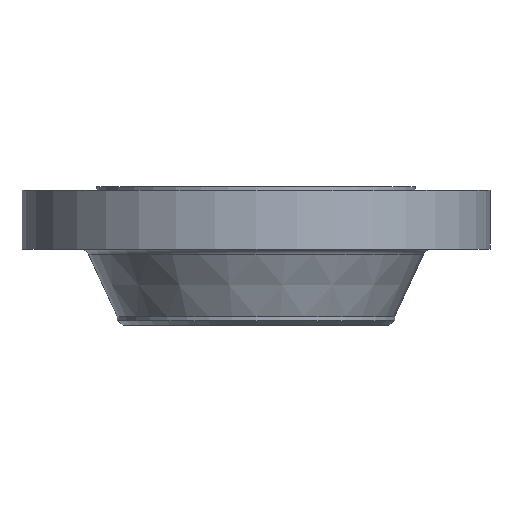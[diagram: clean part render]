
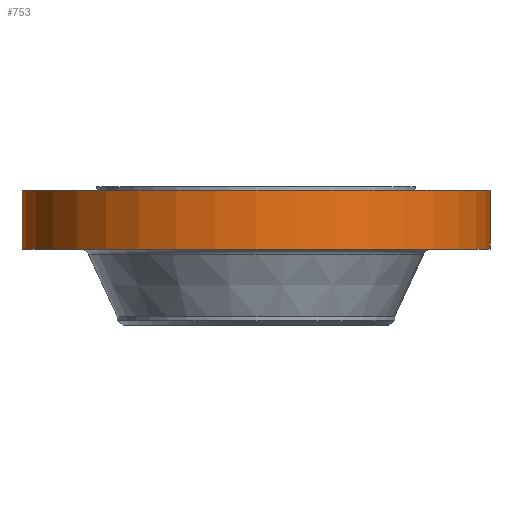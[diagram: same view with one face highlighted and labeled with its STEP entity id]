
A CAD part, front view. The second image highlights one B-rep face of the part: STEP entity #753.
In plain terms, the highlighted cylindrical face has radius 428.625 mm (diameter 857.25 mm), a partial arc.
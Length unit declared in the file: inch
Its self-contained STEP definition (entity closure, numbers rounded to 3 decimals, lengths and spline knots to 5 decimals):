
#35 = EDGE_CURVE ( 'NONE', #466, #484, #39, .T. ) ;
#39 = LINE ( 'NONE', #643, #1745 ) ;
#66 = DIRECTION ( 'NONE',  ( 1., 0., 0. ) ) ;
#100 = CYLINDRICAL_SURFACE ( 'NONE', #1013, 16.875 ) ;
#129 = CARTESIAN_POINT ( 'NONE',  ( 16.875, 0., -4.5 ) ) ;
#167 = LINE ( 'NONE', #1733, #1750 ) ;
#389 = DIRECTION ( 'NONE',  ( 0., 0., 1. ) ) ;
#399 = EDGE_CURVE ( 'NONE', #754, #466, #1474, .T. ) ;
#466 = VERTEX_POINT ( 'NONE', #129 ) ;
#477 = CIRCLE ( 'NONE', #1578, 16.875 ) ;
#484 = VERTEX_POINT ( 'NONE', #1389 ) ;
#543 = AXIS2_PLACEMENT_3D ( 'NONE', #822, #389, #66 ) ;
#554 = ORIENTED_EDGE ( 'NONE', *, *, #399, .T. ) ;
#592 = FACE_OUTER_BOUND ( 'NONE', #1384, .T. ) ;
#643 = CARTESIAN_POINT ( 'NONE',  ( 16.875, 0., 0. ) ) ;
#753 = ADVANCED_FACE ( 'NONE', ( #592 ), #100, .T. ) ;
#754 = VERTEX_POINT ( 'NONE', #1392 ) ;
#761 = EDGE_CURVE ( 'NONE', #938, #484, #477, .T. ) ;
#822 = CARTESIAN_POINT ( 'NONE',  ( 0., 0., -4.5 ) ) ;
#938 = VERTEX_POINT ( 'NONE', #1454 ) ;
#1013 = AXIS2_PLACEMENT_3D ( 'NONE', #1702, #2001, #1348 ) ;
#1127 = DIRECTION ( 'NONE',  ( 0., 0., 1. ) ) ;
#1348 = DIRECTION ( 'NONE',  ( 1., 0., 0. ) ) ;
#1361 = ORIENTED_EDGE ( 'NONE', *, *, #35, .T. ) ;
#1367 = DIRECTION ( 'NONE',  ( 1., 0., 0. ) ) ;
#1384 = EDGE_LOOP ( 'NONE', ( #1880, #554, #1361, #1847 ) ) ;
#1389 = CARTESIAN_POINT ( 'NONE',  ( 16.875, 0., -0.25 ) ) ;
#1392 = CARTESIAN_POINT ( 'NONE',  ( -16.875, 0., -4.5 ) ) ;
#1454 = CARTESIAN_POINT ( 'NONE',  ( -16.875, 0., -0.25 ) ) ;
#1474 = CIRCLE ( 'NONE', #543, 16.875 ) ;
#1578 = AXIS2_PLACEMENT_3D ( 'NONE', #1826, #1685, #1367 ) ;
#1685 = DIRECTION ( 'NONE',  ( 0., 0., 1. ) ) ;
#1693 = DIRECTION ( 'NONE',  ( 0., 0., 1. ) ) ;
#1702 = CARTESIAN_POINT ( 'NONE',  ( 0., 0., 0. ) ) ;
#1730 = EDGE_CURVE ( 'NONE', #754, #938, #167, .T. ) ;
#1733 = CARTESIAN_POINT ( 'NONE',  ( -16.875, 0., 0. ) ) ;
#1745 = VECTOR ( 'NONE', #1127, 39.37008 ) ;
#1750 = VECTOR ( 'NONE', #1693, 39.37008 ) ;
#1826 = CARTESIAN_POINT ( 'NONE',  ( 0., 0., -0.25 ) ) ;
#1847 = ORIENTED_EDGE ( 'NONE', *, *, #761, .F. ) ;
#1880 = ORIENTED_EDGE ( 'NONE', *, *, #1730, .F. ) ;
#2001 = DIRECTION ( 'NONE',  ( 0., 0., 1. ) ) ;
